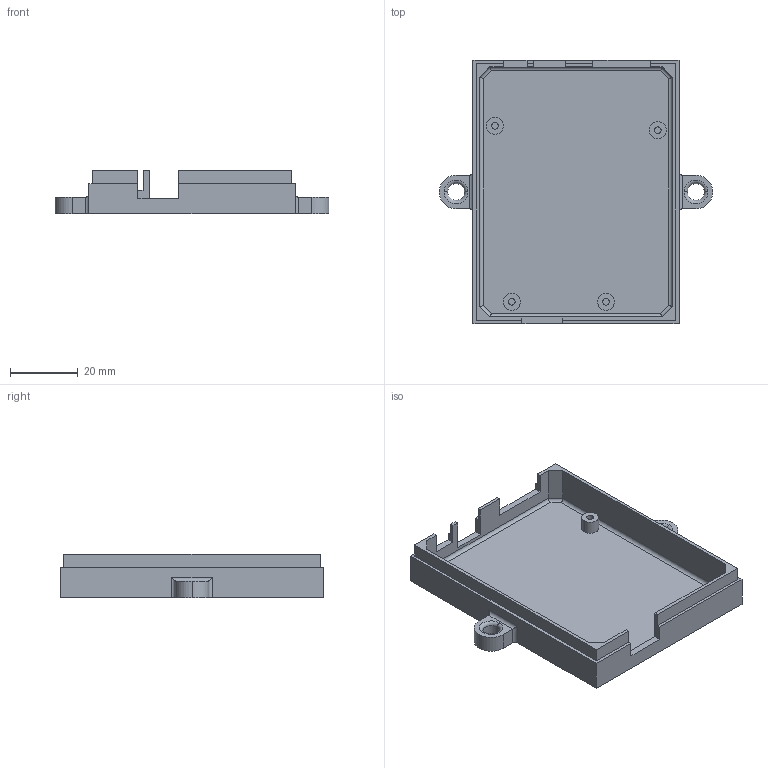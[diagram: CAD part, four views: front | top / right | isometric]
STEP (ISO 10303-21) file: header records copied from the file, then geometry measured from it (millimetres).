
FILE_DESCRIPTION (( 'STEP AP203' ), '1' );
FILE_NAME ('YunCaseBase203.STEP', '2015-02-25T07:28:58', ( '' ), ( '' ), 'SwSTEP 2.0', 'SolidWorks 2014', '' );
FILE_SCHEMA (( 'CONFIG_CONTROL_DESIGN' ));
Length unit declared in the file: millimetre
Products named in the file (1): YunCaseBase203
Bounding box: 81 x 78 x 13 mm (x, y, z)
Volume: 15093.3 mm3; surface area: 16132 mm2
Topology: 1 solids, 1 shells, 97 faces, 245 edges, 158 vertices
Faces by surface type: plane 56, cylinder 37, torus 4
Entity records: 2974 total; most frequent: CARTESIAN_POINT 537, ORIENTED_EDGE 490, DIRECTION 487, EDGE_CURVE 245, VECTOR 175, LINE 175, VERTEX_POINT 158, AXIS2_PLACEMENT_3D 156
